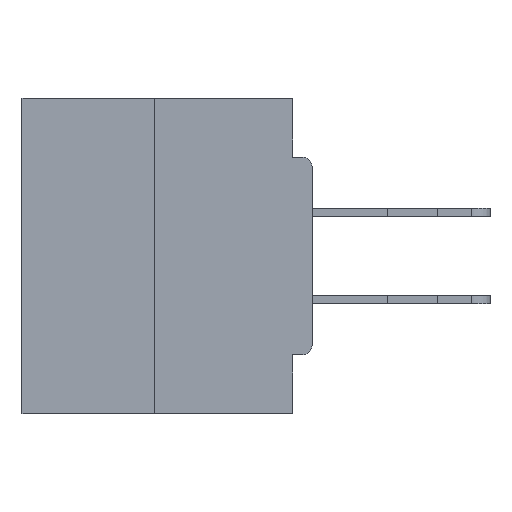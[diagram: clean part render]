
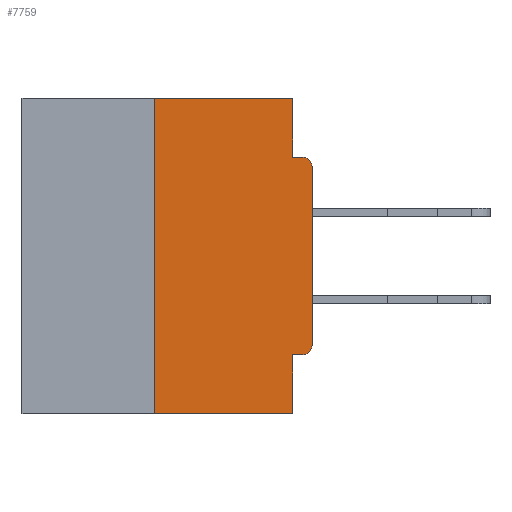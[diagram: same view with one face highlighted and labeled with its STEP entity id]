
A CAD part, left-side view. The second image highlights one B-rep face of the part: STEP entity #7759.
In plain terms, the highlighted planar face has unit normal (-1, 0, 0).
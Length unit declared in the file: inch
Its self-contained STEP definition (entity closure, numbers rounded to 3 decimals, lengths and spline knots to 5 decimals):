
#2096 = CARTESIAN_POINT ( 'NONE',  ( 0., 0.015, -0.0935 ) ) ;
#2369 = EDGE_CURVE ( 'NONE', #21574, #9670, #23989, .T. ) ;
#2433 = VERTEX_POINT ( 'NONE', #15197 ) ;
#2616 = EDGE_LOOP ( 'NONE', ( #15079, #6077, #13756, #32323, #28868, #14339, #4172, #18134, #21968, #29071 ) ) ;
#2853 = DIRECTION ( 'NONE',  ( 0., -1., 0. ) ) ;
#3832 = CARTESIAN_POINT ( 'NONE',  ( 0., 0.25, 0. ) ) ;
#4172 = ORIENTED_EDGE ( 'NONE', *, *, #22379, .T. ) ;
#4515 = DIRECTION ( 'NONE',  ( 0., 1., 0. ) ) ;
#4822 = CARTESIAN_POINT ( 'NONE',  ( 0., 0.015, -0.1085 ) ) ;
#6055 = DIRECTION ( 'NONE',  ( 0., 0., -1. ) ) ;
#6077 = ORIENTED_EDGE ( 'NONE', *, *, #6761, .F. ) ;
#6505 = CARTESIAN_POINT ( 'NONE',  ( 0., 0.015, -0.3915 ) ) ;
#6761 = EDGE_CURVE ( 'NONE', #13346, #9232, #13071, .T. ) ;
#7051 = LINE ( 'NONE', #18714, #26858 ) ;
#7105 = CARTESIAN_POINT ( 'NONE',  ( 0., 0.031, 0. ) ) ;
#7378 = CARTESIAN_POINT ( 'NONE',  ( 0., 0., -0.1085 ) ) ;
#7427 = DIRECTION ( 'NONE',  ( 0., 0., -1. ) ) ;
#7759 = ADVANCED_FACE ( 'NONE', ( #30350 ), #27828, .F. ) ;
#8478 = LINE ( 'NONE', #14094, #32034 ) ;
#8565 = VECTOR ( 'NONE', #26253, 39.37008 ) ;
#9040 = VERTEX_POINT ( 'NONE', #9754 ) ;
#9122 = VECTOR ( 'NONE', #4515, 39.37008 ) ;
#9232 = VERTEX_POINT ( 'NONE', #3832 ) ;
#9270 = CARTESIAN_POINT ( 'NONE',  ( 0., 0., -0.0935 ) ) ;
#9385 = CARTESIAN_POINT ( 'NONE',  ( 0., 0.25, -0.5 ) ) ;
#9670 = VERTEX_POINT ( 'NONE', #13103 ) ;
#9754 = CARTESIAN_POINT ( 'NONE',  ( 0., 0.031, -0.5 ) ) ;
#10557 = CARTESIAN_POINT ( 'NONE',  ( 0., 0., 0. ) ) ;
#12360 = VERTEX_POINT ( 'NONE', #7378 ) ;
#12628 = VECTOR ( 'NONE', #31041, 39.37008 ) ;
#12767 = CARTESIAN_POINT ( 'NONE',  ( 0., 0.031, 0. ) ) ;
#13071 = LINE ( 'NONE', #23103, #12628 ) ;
#13103 = CARTESIAN_POINT ( 'NONE',  ( 0., 0.031, -0.4065 ) ) ;
#13267 = LINE ( 'NONE', #7105, #24008 ) ;
#13346 = VERTEX_POINT ( 'NONE', #9385 ) ;
#13369 = CARTESIAN_POINT ( 'NONE',  ( 0., 0.015, -0.4065 ) ) ;
#13756 = ORIENTED_EDGE ( 'NONE', *, *, #29184, .T. ) ;
#14094 = CARTESIAN_POINT ( 'NONE',  ( 0., 0.031, -0.5 ) ) ;
#14339 = ORIENTED_EDGE ( 'NONE', *, *, #31265, .T. ) ;
#14416 = VERTEX_POINT ( 'NONE', #2096 ) ;
#15079 = ORIENTED_EDGE ( 'NONE', *, *, #15579, .F. ) ;
#15184 = EDGE_CURVE ( 'NONE', #9670, #9040, #8478, .T. ) ;
#15197 = CARTESIAN_POINT ( 'NONE',  ( 0., 0.031, -0.0935 ) ) ;
#15579 = EDGE_CURVE ( 'NONE', #9232, #23515, #29909, .T. ) ;
#17113 = DIRECTION ( 'NONE',  ( 0., 0., -1. ) ) ;
#17166 = LINE ( 'NONE', #9270, #30798 ) ;
#18080 = CARTESIAN_POINT ( 'NONE',  ( 0., 0.46, 0. ) ) ;
#18134 = ORIENTED_EDGE ( 'NONE', *, *, #18445, .T. ) ;
#18419 = DIRECTION ( 'NONE',  ( 0., -1., 0. ) ) ;
#18445 = EDGE_CURVE ( 'NONE', #12360, #14416, #19411, .T. ) ;
#18714 = CARTESIAN_POINT ( 'NONE',  ( 0., 0.46, -0.5 ) ) ;
#19411 = CIRCLE ( 'NONE', #26145, 0.015 ) ;
#21574 = VERTEX_POINT ( 'NONE', #13369 ) ;
#21968 = ORIENTED_EDGE ( 'NONE', *, *, #22879, .F. ) ;
#22379 = EDGE_CURVE ( 'NONE', #29152, #12360, #23414, .T. ) ;
#22661 = DIRECTION ( 'NONE',  ( 0., -1., 0. ) ) ;
#22879 = EDGE_CURVE ( 'NONE', #2433, #14416, #17166, .T. ) ;
#23103 = CARTESIAN_POINT ( 'NONE',  ( 0., 0.25, 0. ) ) ;
#23414 = LINE ( 'NONE', #10557, #8565 ) ;
#23515 = VERTEX_POINT ( 'NONE', #12767 ) ;
#23989 = LINE ( 'NONE', #28312, #9122 ) ;
#24008 = VECTOR ( 'NONE', #7427, 39.37008 ) ;
#24248 = DIRECTION ( 'NONE',  ( 1., 0., 0. ) ) ;
#24543 = VECTOR ( 'NONE', #18419, 39.37008 ) ;
#24672 = DIRECTION ( 'NONE',  ( -1., 0., 0. ) ) ;
#25154 = CARTESIAN_POINT ( 'NONE',  ( 0., 0.46, 0. ) ) ;
#25766 = DIRECTION ( 'NONE',  ( -1., 0., 0. ) ) ;
#26145 = AXIS2_PLACEMENT_3D ( 'NONE', #4822, #25766, #33727 ) ;
#26253 = DIRECTION ( 'NONE',  ( 0., 0., 1. ) ) ;
#26333 = CARTESIAN_POINT ( 'NONE',  ( 0., 0., -0.3915 ) ) ;
#26858 = VECTOR ( 'NONE', #2853, 39.37008 ) ;
#27828 = PLANE ( 'NONE',  #30159 ) ;
#28312 = CARTESIAN_POINT ( 'NONE',  ( 0., 0., -0.4065 ) ) ;
#28783 = EDGE_CURVE ( 'NONE', #23515, #2433, #13267, .T. ) ;
#28868 = ORIENTED_EDGE ( 'NONE', *, *, #2369, .F. ) ;
#29071 = ORIENTED_EDGE ( 'NONE', *, *, #28783, .F. ) ;
#29152 = VERTEX_POINT ( 'NONE', #26333 ) ;
#29184 = EDGE_CURVE ( 'NONE', #13346, #9040, #7051, .T. ) ;
#29530 = AXIS2_PLACEMENT_3D ( 'NONE', #6505, #24672, #32556 ) ;
#29909 = LINE ( 'NONE', #18080, #24543 ) ;
#30159 = AXIS2_PLACEMENT_3D ( 'NONE', #25154, #24248, #17113 ) ;
#30350 = FACE_OUTER_BOUND ( 'NONE', #2616, .T. ) ;
#30798 = VECTOR ( 'NONE', #22661, 39.37008 ) ;
#31041 = DIRECTION ( 'NONE',  ( 0., 0., 1. ) ) ;
#31265 = EDGE_CURVE ( 'NONE', #21574, #29152, #32149, .T. ) ;
#32034 = VECTOR ( 'NONE', #6055, 39.37008 ) ;
#32149 = CIRCLE ( 'NONE', #29530, 0.015 ) ;
#32323 = ORIENTED_EDGE ( 'NONE', *, *, #15184, .F. ) ;
#32556 = DIRECTION ( 'NONE',  ( 0., 0., -1. ) ) ;
#33727 = DIRECTION ( 'NONE',  ( 0., 0., -1. ) ) ;
